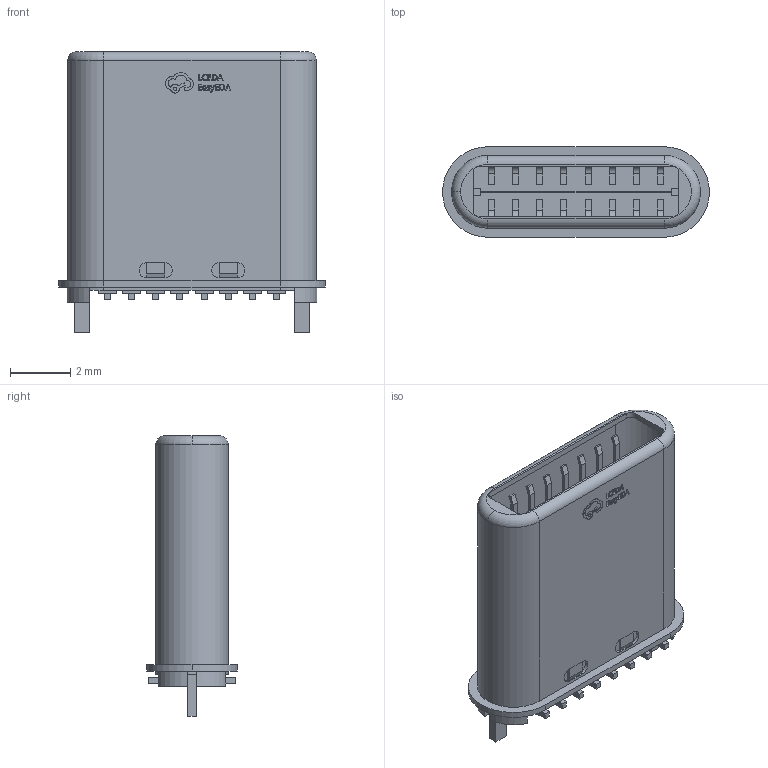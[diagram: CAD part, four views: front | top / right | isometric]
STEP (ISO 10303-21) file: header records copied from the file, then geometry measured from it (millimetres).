
FILE_DESCRIPTION (( 'STEP AP214' ), '1' );
FILE_NAME ('USB-C-SMD_TC-005.STEP', '2023-09-24T00:22:17', ( 'Windows 蚚誧' ), ( 'Organization' ), 'SwSTEP 2.0', 'SolidWorks 2020', '' );
FILE_SCHEMA (( 'AUTOMOTIVE_DESIGN' ));
Length unit declared in the file: millimetre
Products named in the file (1): USB-C-SMD_TC-005
Bounding box: 8.85 x 3 x 9.3 mm (x, y, z)
Volume: 33.6 mm3; surface area: 455.8 mm2
Topology: 23 solids, 23 shells, 788 faces, 2068 edges, 1363 vertices
Faces by surface type: plane 594, bspline 98, cylinder 93, torus 3
Entity records: 33322 total; most frequent: CARTESIAN_POINT 5538, ORIENTED_EDGE 4136, DIRECTION 3446, EDGE_CURVE 2068, VECTOR 1664, LINE 1664, VERTEX_POINT 1363, AXIS2_PLACEMENT_3D 891
